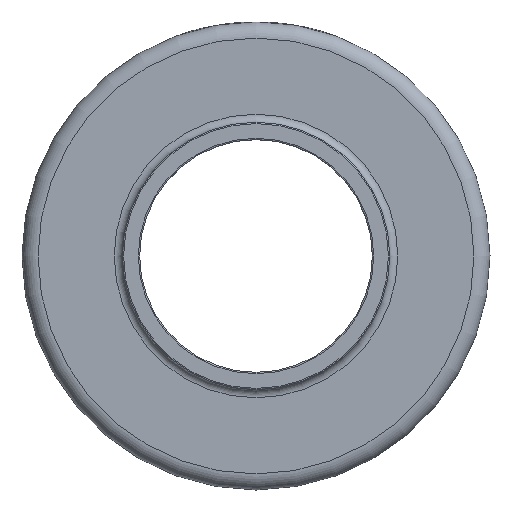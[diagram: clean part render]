
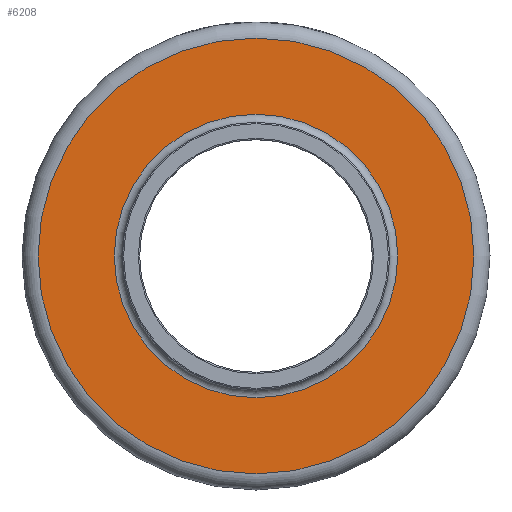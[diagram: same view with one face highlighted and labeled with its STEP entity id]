
A CAD part, left-side view. The second image highlights one B-rep face of the part: STEP entity #6208.
In plain terms, the highlighted planar face has unit normal (-1, 0, 0).
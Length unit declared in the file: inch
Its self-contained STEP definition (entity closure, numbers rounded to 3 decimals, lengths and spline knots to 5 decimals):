
#78=FACE_BOUND('',#1131,.T.);
#370=PLANE('',#6593);
#759=FACE_OUTER_BOUND('',#1130,.T.);
#1130=EDGE_LOOP('',(#5828,#5829));
#1131=EDGE_LOOP('',(#5830,#5831));
#2439=CIRCLE('',#6590,0.53);
#2441=CIRCLE('',#6592,0.53);
#2442=CIRCLE('',#6594,0.815);
#2443=CIRCLE('',#6595,0.815);
#3066=VERTEX_POINT('',#16354);
#3067=VERTEX_POINT('',#16355);
#3068=VERTEX_POINT('',#16360);
#3069=VERTEX_POINT('',#16361);
#3993=EDGE_CURVE('',#3066,#3067,#2439,.T.);
#3995=EDGE_CURVE('',#3067,#3066,#2441,.T.);
#3996=EDGE_CURVE('',#3068,#3069,#2442,.T.);
#3997=EDGE_CURVE('',#3069,#3068,#2443,.T.);
#5828=ORIENTED_EDGE('',*,*,#3996,.F.);
#5829=ORIENTED_EDGE('',*,*,#3997,.F.);
#5830=ORIENTED_EDGE('',*,*,#3993,.F.);
#5831=ORIENTED_EDGE('',*,*,#3995,.F.);
#6208=ADVANCED_FACE('',(#759,#78),#370,.T.);
#6590=AXIS2_PLACEMENT_3D('',#16356,#7723,#7724);
#6592=AXIS2_PLACEMENT_3D('',#16358,#7727,#7728);
#6593=AXIS2_PLACEMENT_3D('',#16359,#7729,#7730);
#6594=AXIS2_PLACEMENT_3D('',#16362,#7731,#7732);
#6595=AXIS2_PLACEMENT_3D('',#16363,#7733,#7734);
#7723=DIRECTION('center_axis',(-1.,0.,0.));
#7724=DIRECTION('ref_axis',(0.,-1.,0.));
#7727=DIRECTION('center_axis',(-1.,0.,0.));
#7728=DIRECTION('ref_axis',(0.,-1.,0.));
#7729=DIRECTION('center_axis',(-1.,0.,0.));
#7730=DIRECTION('ref_axis',(0.,0.,1.));
#7731=DIRECTION('center_axis',(1.,0.,0.));
#7732=DIRECTION('ref_axis',(0.,-1.,0.));
#7733=DIRECTION('center_axis',(1.,0.,0.));
#7734=DIRECTION('ref_axis',(0.,-1.,0.));
#16354=CARTESIAN_POINT('',(0.5,0.53,0.));
#16355=CARTESIAN_POINT('',(0.5,0.,-0.53));
#16356=CARTESIAN_POINT('Origin',(0.5,0.,0.));
#16358=CARTESIAN_POINT('Origin',(0.5,0.,0.));
#16359=CARTESIAN_POINT('Origin',(0.5,0.5,0.));
#16360=CARTESIAN_POINT('',(0.5,0.815,0.));
#16361=CARTESIAN_POINT('',(0.5,0.,-0.815));
#16362=CARTESIAN_POINT('Origin',(0.5,0.,0.));
#16363=CARTESIAN_POINT('Origin',(0.5,0.,0.));
